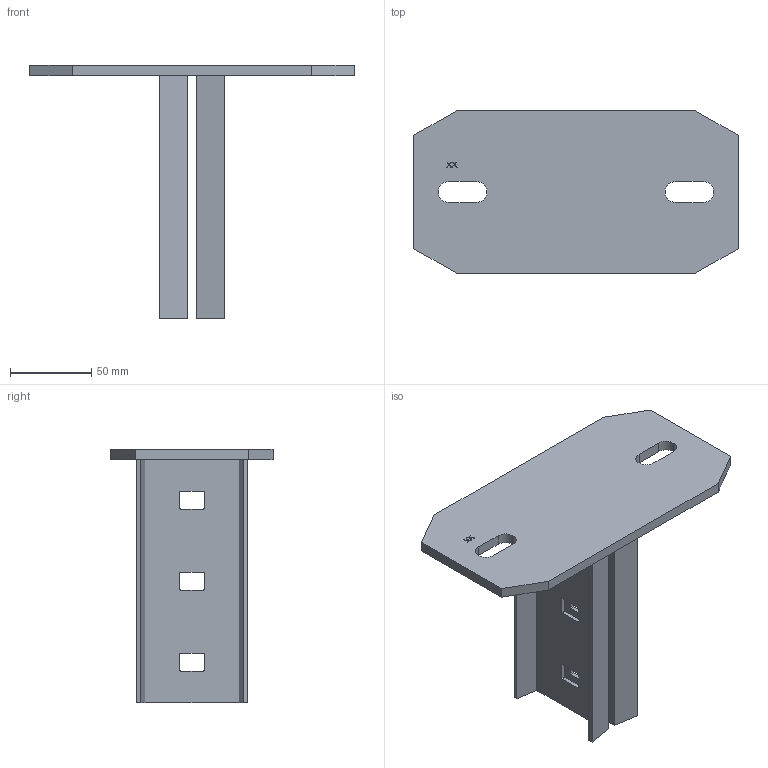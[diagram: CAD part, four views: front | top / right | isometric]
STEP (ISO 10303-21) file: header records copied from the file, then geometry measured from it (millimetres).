
FILE_DESCRIPTION((''),'2;1');
FILE_NAME('6347061_ASM','2012-08-17T',('AndreasKeweloh'),(''),'PRO/ENGINEER BY PARAMETRIC TECHNOLOGY CORPORATION, 2012130','PRO/ENGINEER BY PARAMETRIC TECHNOLOGY CORPORATION, 2012130','');
FILE_SCHEMA(('CONFIG_CONTROL_DESIGN'));
Length unit declared in the file: millimetre
Products named in the file (3): 6347061_1; 6347061_2; 6347061_ASM
Assembly tree (3 placements, depth 2):
  6347061_ASM
    6347061_1
    6347061_2  x2
Bounding box: 200 x 100 x 156.5 mm (x, y, z)
Volume: 187897.8 mm3; surface area: 98868.7 mm2
Topology: 3 solids, 3 shells, 122 faces, 346 edges, 232 vertices
Faces by surface type: plane 84, cylinder 32, extrusion 6
Entity records: 3076 total; most frequent: CARTESIAN_POINT 646, ORIENTED_EDGE 500, DIRECTION 464, EDGE_CURVE 250, VECTOR 200, LINE 194, VERTEX_POINT 168, AXIS2_PLACEMENT_3D 132
